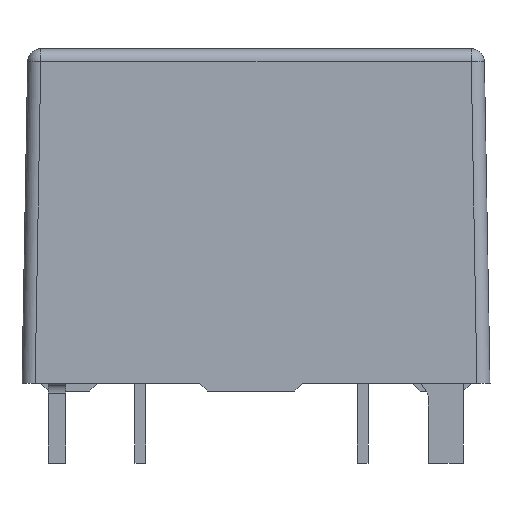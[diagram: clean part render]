
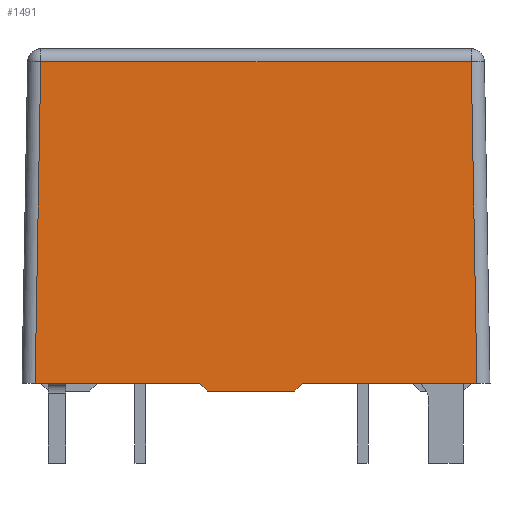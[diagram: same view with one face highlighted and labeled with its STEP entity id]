
A CAD part, left-side view. The second image highlights one B-rep face of the part: STEP entity #1491.
In plain terms, the highlighted planar face has unit normal (-1, 0, 0.018).
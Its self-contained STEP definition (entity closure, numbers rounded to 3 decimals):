
#283=DIRECTION('',(-0.017,0.017,-1.));
#284=VECTOR('',#283,14.715);
#285=CARTESIAN_POINT('',(-14.187,9.843,
-0.59));
#286=LINE('',#285,#284);
#287=DIRECTION('',(0.,-1.,0.));
#288=VECTOR('',#287,19.687);
#289=CARTESIAN_POINT('',(-14.187,9.843,
-0.59));
#290=LINE('',#289,#288);
#291=DIRECTION('',(0.017,0.017,1.));
#292=VECTOR('',#291,14.715);
#293=CARTESIAN_POINT('',(-14.444,-10.1,-15.3));
#294=LINE('',#293,#292);
#295=DIRECTION('',(0.,-1.,0.));
#296=VECTOR('',#295,7.975);
#297=CARTESIAN_POINT('',(-14.444,-2.125,-15.3));
#298=LINE('',#297,#296);
#299=DIRECTION('',(0.012,-0.707,0.707));
#300=VECTOR('',#299,0.495);
#301=CARTESIAN_POINT('',(-14.45,-1.775,-15.65));
#302=LINE('',#301,#300);
#303=DIRECTION('',(0.,-1.,0.));
#304=VECTOR('',#303,4.);
#305=CARTESIAN_POINT('',(-14.45,2.225,-15.65));
#306=LINE('',#305,#304);
#307=DIRECTION('',(-0.012,-0.707,-0.707));
#308=VECTOR('',#307,0.495);
#309=CARTESIAN_POINT('',(-14.444,2.575,-15.3));
#310=LINE('',#309,#308);
#311=DIRECTION('',(0.,-1.,0.));
#312=VECTOR('',#311,7.525);
#313=CARTESIAN_POINT('',(-14.444,10.1,-15.3));
#314=LINE('',#313,#312);
#337=CARTESIAN_POINT('',(-14.444,-10.1,-15.3));
#834=CARTESIAN_POINT('',(-14.187,9.843,
-0.59));
#835=CARTESIAN_POINT('',(-14.444,10.1,-15.3));
#836=VERTEX_POINT('',#834);
#837=VERTEX_POINT('',#835);
#878=CARTESIAN_POINT('',(-14.444,2.575,-15.3));
#879=CARTESIAN_POINT('',(-14.45,2.225,-15.65));
#880=VERTEX_POINT('',#878);
#881=VERTEX_POINT('',#879);
#882=CARTESIAN_POINT('',(-14.45,-1.775,-15.65));
#883=VERTEX_POINT('',#882);
#884=CARTESIAN_POINT('',(-14.444,-2.125,-15.3));
#885=VERTEX_POINT('',#884);
#895=VERTEX_POINT('',#337);
#896=CARTESIAN_POINT('',(-14.187,-9.843,
-0.59));
#897=VERTEX_POINT('',#896);
#1471=CARTESIAN_POINT('',(-14.177,11.553,0.));
#1472=DIRECTION('',(-1.,0.,0.017));
#1473=DIRECTION('',(0.,1.,0.));
#1474=AXIS2_PLACEMENT_3D('',#1471,#1472,#1473);
#1475=PLANE('',#1474);
#1476=ORIENTED_EDGE('',*,*,#1401,.F.);
#1477=ORIENTED_EDGE('',*,*,#1462,.T.);
#1479=ORIENTED_EDGE('',*,*,#1478,.F.);
#1481=ORIENTED_EDGE('',*,*,#1480,.F.);
#1483=ORIENTED_EDGE('',*,*,#1482,.F.);
#1485=ORIENTED_EDGE('',*,*,#1484,.F.);
#1487=ORIENTED_EDGE('',*,*,#1486,.F.);
#1488=ORIENTED_EDGE('',*,*,#1369,.F.);
#1489=EDGE_LOOP('',(#1476,#1477,#1479,#1481,#1483,#1485,#1487,#1488));
#1490=FACE_OUTER_BOUND('',#1489,.F.);
#1369=EDGE_CURVE('',#837,#880,#314,.T.);
#1401=EDGE_CURVE('',#836,#837,#286,.T.);
#1462=EDGE_CURVE('',#836,#897,#290,.T.);
#1478=EDGE_CURVE('',#895,#897,#294,.T.);
#1480=EDGE_CURVE('',#885,#895,#298,.T.);
#1482=EDGE_CURVE('',#883,#885,#302,.T.);
#1484=EDGE_CURVE('',#881,#883,#306,.T.);
#1486=EDGE_CURVE('',#880,#881,#310,.T.);
#1491=ADVANCED_FACE('',(#1490),#1475,.T.);
